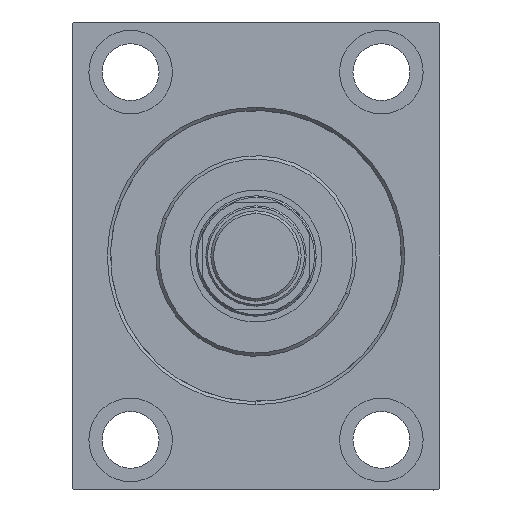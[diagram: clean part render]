
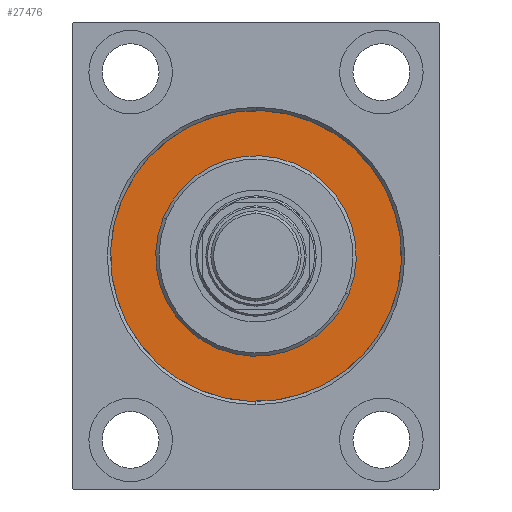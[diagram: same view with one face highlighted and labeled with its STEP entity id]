
A CAD part, left-side view. The second image highlights one B-rep face of the part: STEP entity #27476.
In plain terms, the highlighted face is planar.
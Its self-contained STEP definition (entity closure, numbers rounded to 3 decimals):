
#1205 = VERTEX_POINT ( 'NONE', #19023 ) ;
#2166 = CARTESIAN_POINT ( 'NONE',  ( 0., 0., 0. ) ) ;
#3218 = CIRCLE ( 'NONE', #4634, 30. ) ;
#3302 = DIRECTION ( 'NONE',  ( 0., 0., -1. ) ) ;
#4162 = CIRCLE ( 'NONE', #13530, 43.5 ) ;
#4634 = AXIS2_PLACEMENT_3D ( 'NONE', #34182, #9611, #3302 ) ;
#4814 = EDGE_LOOP ( 'NONE', ( #42803, #8270 ) ) ;
#5221 = CARTESIAN_POINT ( 'NONE',  ( 0., 0., 0. ) ) ;
#6625 = CARTESIAN_POINT ( 'NONE',  ( 0., 0., -30. ) ) ;
#8039 = CARTESIAN_POINT ( 'NONE',  ( 0., 0., 0. ) ) ;
#8270 = ORIENTED_EDGE ( 'NONE', *, *, #39664, .F. ) ;
#8922 = PLANE ( 'NONE',  #34210 ) ;
#9295 = VERTEX_POINT ( 'NONE', #16858 ) ;
#9611 = DIRECTION ( 'NONE',  ( 1., 0., 0. ) ) ;
#10808 = EDGE_CURVE ( 'NONE', #29605, #1205, #26052, .T. ) ;
#12306 = FACE_BOUND ( 'NONE', #43035, .T. ) ;
#13066 = AXIS2_PLACEMENT_3D ( 'NONE', #15144, #22580, #36317 ) ;
#13530 = AXIS2_PLACEMENT_3D ( 'NONE', #2166, #16370, #37097 ) ;
#15144 = CARTESIAN_POINT ( 'NONE',  ( 0., 0., 0. ) ) ;
#16309 = ORIENTED_EDGE ( 'NONE', *, *, #10808, .F. ) ;
#16370 = DIRECTION ( 'NONE',  ( -1., 0., 0. ) ) ;
#16858 = CARTESIAN_POINT ( 'NONE',  ( 0., 0., 43.5 ) ) ;
#18753 = CARTESIAN_POINT ( 'NONE',  ( 0., 0., -43.5 ) ) ;
#19023 = CARTESIAN_POINT ( 'NONE',  ( 0., 0., 30. ) ) ;
#21801 = DIRECTION ( 'NONE',  ( -1., 0., 0. ) ) ;
#22580 = DIRECTION ( 'NONE',  ( 1., 0., 0. ) ) ;
#24159 = ORIENTED_EDGE ( 'NONE', *, *, #29244, .F. ) ;
#24310 = AXIS2_PLACEMENT_3D ( 'NONE', #5221, #32724, #39919 ) ;
#26052 = CIRCLE ( 'NONE', #13066, 30. ) ;
#26074 = FACE_OUTER_BOUND ( 'NONE', #4814, .T. ) ;
#27476 = ADVANCED_FACE ( 'NONE', ( #12306, #26074 ), #8922, .F. ) ;
#29244 = EDGE_CURVE ( 'NONE', #1205, #29605, #3218, .T. ) ;
#29605 = VERTEX_POINT ( 'NONE', #6625 ) ;
#32724 = DIRECTION ( 'NONE',  ( -1., 0., 0. ) ) ;
#34182 = CARTESIAN_POINT ( 'NONE',  ( 0., 0., 0. ) ) ;
#34210 = AXIS2_PLACEMENT_3D ( 'NONE', #8039, #21801, #35544 ) ;
#35544 = DIRECTION ( 'NONE',  ( 0., 0., 1. ) ) ;
#36317 = DIRECTION ( 'NONE',  ( 0., 0., -1. ) ) ;
#37097 = DIRECTION ( 'NONE',  ( 0., 0., 1. ) ) ;
#39664 = EDGE_CURVE ( 'NONE', #9295, #42924, #43769, .T. ) ;
#39919 = DIRECTION ( 'NONE',  ( 0., 0., 1. ) ) ;
#40438 = EDGE_CURVE ( 'NONE', #42924, #9295, #4162, .T. ) ;
#42803 = ORIENTED_EDGE ( 'NONE', *, *, #40438, .F. ) ;
#42924 = VERTEX_POINT ( 'NONE', #18753 ) ;
#43035 = EDGE_LOOP ( 'NONE', ( #24159, #16309 ) ) ;
#43769 = CIRCLE ( 'NONE', #24310, 43.5 ) ;
